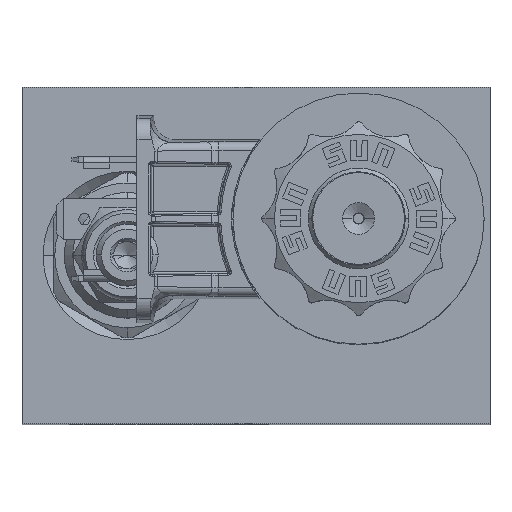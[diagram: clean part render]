
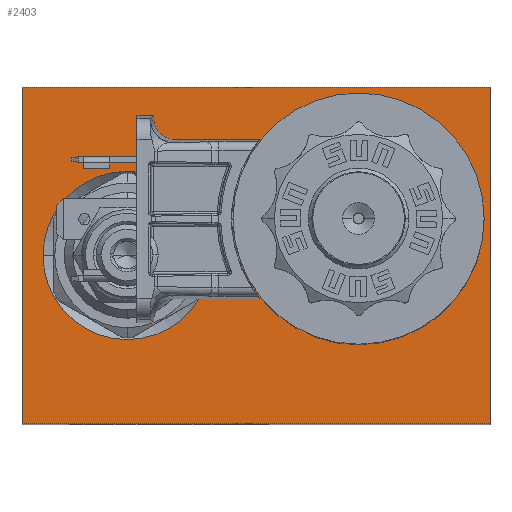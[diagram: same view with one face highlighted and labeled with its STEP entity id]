
A CAD part, top view. The second image highlights one B-rep face of the part: STEP entity #2403.
In plain terms, the highlighted planar face has unit normal (0, 0, 1).
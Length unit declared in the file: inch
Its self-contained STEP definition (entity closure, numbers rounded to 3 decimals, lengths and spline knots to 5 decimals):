
#83=DIRECTION('',(0.,-1.,0.));
#84=VECTOR('',#83,2.);
#85=CARTESIAN_POINT('',(0.,0.,3.5));
#86=LINE('',#85,#84);
#87=DIRECTION('',(-1.,0.,0.));
#88=VECTOR('',#87,2.781);
#89=CARTESIAN_POINT('',(2.781,0.,3.5));
#90=LINE('',#89,#88);
#91=DIRECTION('',(0.,1.,0.));
#92=VECTOR('',#91,2.);
#93=CARTESIAN_POINT('',(2.781,-2.,3.5));
#94=LINE('',#93,#92);
#95=DIRECTION('',(1.,0.,0.));
#96=VECTOR('',#95,2.781);
#97=CARTESIAN_POINT('',(0.,-2.,3.5));
#98=LINE('',#97,#96);
#99=CARTESIAN_POINT('',(0.625,-1.,3.5));
#100=DIRECTION('',(0.,0.,-1.));
#101=DIRECTION('',(-1.,0.,0.));
#102=AXIS2_PLACEMENT_3D('',#99,#100,#101);
#104=CARTESIAN_POINT('',(0.625,-1.,3.5));
#105=DIRECTION('',(0.,0.,-1.));
#106=DIRECTION('',(1.,0.,0.));
#107=AXIS2_PLACEMENT_3D('',#104,#105,#106);
#109=CARTESIAN_POINT('',(2.,-0.786,3.5));
#110=DIRECTION('',(0.,0.,-1.));
#111=DIRECTION('',(-1.,0.,0.));
#112=AXIS2_PLACEMENT_3D('',#109,#110,#111);
#114=CARTESIAN_POINT('',(2.,-0.786,3.5));
#115=DIRECTION('',(0.,0.,-1.));
#116=DIRECTION('',(1.,0.,0.));
#117=AXIS2_PLACEMENT_3D('',#114,#115,#116);
#2010=CARTESIAN_POINT('',(0.,0.,3.5));
#2011=CARTESIAN_POINT('',(0.,-2.,3.5));
#2012=VERTEX_POINT('',#2010);
#2013=VERTEX_POINT('',#2011);
#2014=CARTESIAN_POINT('',(2.781,-2.,3.5));
#2015=VERTEX_POINT('',#2014);
#2016=CARTESIAN_POINT('',(2.781,0.,3.5));
#2017=VERTEX_POINT('',#2016);
#2058=CARTESIAN_POINT('',(0.125,-1.,3.5));
#2059=VERTEX_POINT('',#2058);
#2060=CARTESIAN_POINT('',(1.125,-1.,3.5));
#2061=VERTEX_POINT('',#2060);
#2114=CARTESIAN_POINT('',(2.37183,-0.786,3.5));
#2115=VERTEX_POINT('',#2114);
#2116=CARTESIAN_POINT('',(1.62817,-0.786,3.5));
#2117=VERTEX_POINT('',#2116);
#2380=CARTESIAN_POINT('',(0.,0.,3.5));
#2381=DIRECTION('',(0.,0.,1.));
#2382=DIRECTION('',(1.,0.,0.));
#2383=AXIS2_PLACEMENT_3D('',#2380,#2381,#2382);
#2384=PLANE('',#2383);
#2385=ORIENTED_EDGE('',*,*,#2308,.F.);
#2386=ORIENTED_EDGE('',*,*,#2329,.F.);
#2387=ORIENTED_EDGE('',*,*,#2349,.F.);
#2388=ORIENTED_EDGE('',*,*,#2368,.F.);
#2389=EDGE_LOOP('',(#2385,#2386,#2387,#2388));
#2390=FACE_OUTER_BOUND('',#2389,.F.);
#2392=ORIENTED_EDGE('',*,*,#2391,.F.);
#2394=ORIENTED_EDGE('',*,*,#2393,.F.);
#2395=EDGE_LOOP('',(#2392,#2394));
#2396=FACE_BOUND('',#2395,.F.);
#2398=ORIENTED_EDGE('',*,*,#2397,.F.);
#2400=ORIENTED_EDGE('',*,*,#2399,.F.);
#2401=EDGE_LOOP('',(#2398,#2400));
#2402=FACE_BOUND('',#2401,.F.);
#2403=ADVANCED_FACE('',(#2390,#2396,#2402),#2384,.T.);
#103=CIRCLE('',#102,0.5);
#108=CIRCLE('',#107,0.5);
#113=CIRCLE('',#112,0.37183);
#118=CIRCLE('',#117,0.37183);
#2308=EDGE_CURVE('',#2012,#2013,#86,.T.);
#2329=EDGE_CURVE('',#2017,#2012,#90,.T.);
#2349=EDGE_CURVE('',#2015,#2017,#94,.T.);
#2368=EDGE_CURVE('',#2013,#2015,#98,.T.);
#2391=EDGE_CURVE('',#2059,#2061,#103,.T.);
#2393=EDGE_CURVE('',#2061,#2059,#108,.T.);
#2397=EDGE_CURVE('',#2117,#2115,#113,.T.);
#2399=EDGE_CURVE('',#2115,#2117,#118,.T.);
